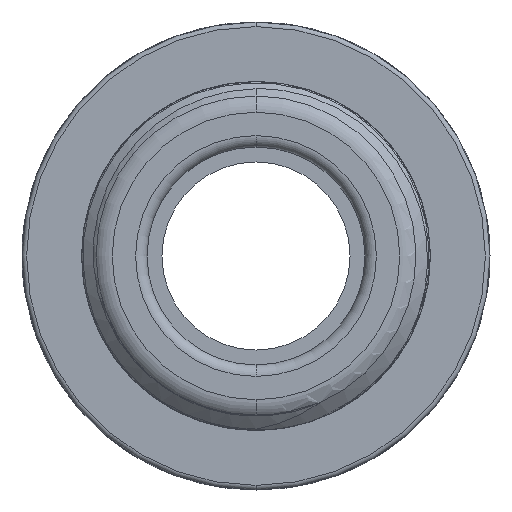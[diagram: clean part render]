
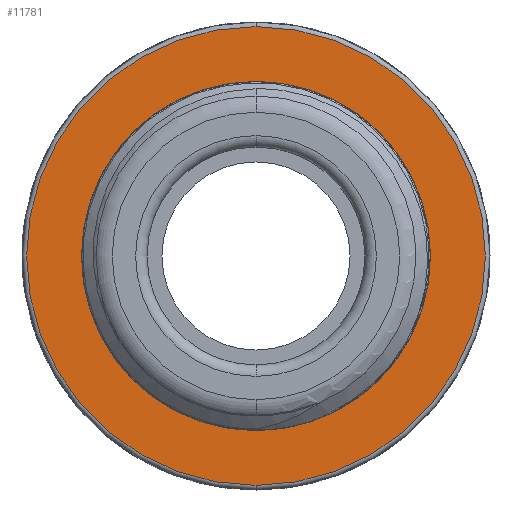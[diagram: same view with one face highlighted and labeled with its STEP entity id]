
A CAD part, front view. The second image highlights one B-rep face of the part: STEP entity #11781.
In plain terms, the highlighted planar face has unit normal (0, -1, 0).
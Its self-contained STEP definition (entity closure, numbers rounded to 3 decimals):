
#43 = EDGE_LOOP ( 'NONE', ( #16978, #4844, #11654, #10335, #6241, #12264 ) ) ;
#257 = VERTEX_POINT ( 'NONE', #4065 ) ;
#355 = B_SPLINE_CURVE_WITH_KNOTS ( 'NONE', 3,
 ( #4385, #12548, #11230, #16574, #8606, #13940, #6314, #15345 ),
 .UNSPECIFIED., .F., .F.,
 ( 4, 2, 2, 4 ),
 ( 0., 0.002, 0.003, 0.004 ),
 .UNSPECIFIED. ) ;
#600 = CARTESIAN_POINT ( 'NONE',  ( 0., -11.3, 0. ) ) ;
#607 = EDGE_CURVE ( 'NONE', #4169, #4084, #8435, .T. ) ;
#874 = VERTEX_POINT ( 'NONE', #3853 ) ;
#1356 = CARTESIAN_POINT ( 'NONE',  ( 0., -11.3, 0. ) ) ;
#2140 = CIRCLE ( 'NONE', #2961, 10. ) ;
#2210 = CARTESIAN_POINT ( 'NONE',  ( -5.506, -11.3, -5.16 ) ) ;
#2874 = EDGE_CURVE ( 'NONE', #9271, #15739, #2140, .T. ) ;
#2961 = AXIS2_PLACEMENT_3D ( 'NONE', #17054, #5048, #14588 ) ;
#2990 = CARTESIAN_POINT ( 'NONE',  ( 0., -11.3, -10. ) ) ;
#3228 = DIRECTION ( 'NONE',  ( 0., 0., 1. ) ) ;
#3306 = CIRCLE ( 'NONE', #15076, 7.6 ) ;
#3508 = CARTESIAN_POINT ( 'NONE',  ( 0., -11.3, -7.6 ) ) ;
#3742 = DIRECTION ( 'NONE',  ( 0., 0., -1. ) ) ;
#3853 = CARTESIAN_POINT ( 'NONE',  ( -4.366, -11.3, -6.221 ) ) ;
#3883 = EDGE_CURVE ( 'NONE', #874, #257, #12084, .T. ) ;
#4046 = CARTESIAN_POINT ( 'NONE',  ( 0., -11.3, 0. ) ) ;
#4065 = CARTESIAN_POINT ( 'NONE',  ( -5.506, -11.3, -5.16 ) ) ;
#4067 = CARTESIAN_POINT ( 'NONE',  ( 0., -11.3, 0. ) ) ;
#4084 = VERTEX_POINT ( 'NONE', #3508 ) ;
#4169 = VERTEX_POINT ( 'NONE', #6397 ) ;
#4385 = CARTESIAN_POINT ( 'NONE',  ( -2.29, -11.3, -7.247 ) ) ;
#4453 = DIRECTION ( 'NONE',  ( 0., 1., 0. ) ) ;
#4844 = ORIENTED_EDGE ( 'NONE', *, *, #10854, .F. ) ;
#4979 = EDGE_CURVE ( 'NONE', #15739, #9271, #5904, .T. ) ;
#5048 = DIRECTION ( 'NONE',  ( 0., -1., 0. ) ) ;
#5066 = DIRECTION ( 'NONE',  ( 0., -1., 0. ) ) ;
#5219 = CARTESIAN_POINT ( 'NONE',  ( -7.6, -11.3, 0. ) ) ;
#5810 = EDGE_LOOP ( 'NONE', ( #7820, #13843 ) ) ;
#5904 = CIRCLE ( 'NONE', #7864, 10. ) ;
#6241 = ORIENTED_EDGE ( 'NONE', *, *, #10069, .T. ) ;
#6314 = CARTESIAN_POINT ( 'NONE',  ( -5.292, -11.3, -5.405 ) ) ;
#6397 = CARTESIAN_POINT ( 'NONE',  ( -2.29, -11.3, -7.247 ) ) ;
#6610 = DIRECTION ( 'NONE',  ( 0., 0., -1. ) ) ;
#6727 = DIRECTION ( 'NONE',  ( 0., 0., 1. ) ) ;
#6833 = VERTEX_POINT ( 'NONE', #13091 ) ;
#6960 = CARTESIAN_POINT ( 'NONE',  ( 0., -11.3, 10. ) ) ;
#7669 = AXIS2_PLACEMENT_3D ( 'NONE', #1356, #5066, #3742 ) ;
#7820 = ORIENTED_EDGE ( 'NONE', *, *, #2874, .T. ) ;
#7847 = DIRECTION ( 'NONE',  ( 0., -1., 0. ) ) ;
#7864 = AXIS2_PLACEMENT_3D ( 'NONE', #8136, #11990, #6727 ) ;
#8136 = CARTESIAN_POINT ( 'NONE',  ( 0., -11.3, 0. ) ) ;
#8435 = CIRCLE ( 'NONE', #10663, 7.6 ) ;
#8606 = CARTESIAN_POINT ( 'NONE',  ( -4.571, -11.3, -6.054 ) ) ;
#8833 = EDGE_CURVE ( 'NONE', #4084, #6833, #3306, .T. ) ;
#9271 = VERTEX_POINT ( 'NONE', #6960 ) ;
#9428 = DIRECTION ( 'NONE',  ( 0., 0., -1. ) ) ;
#9573 = DIRECTION ( 'NONE',  ( 0., -1., 0. ) ) ;
#10069 = EDGE_CURVE ( 'NONE', #4169, #257, #355, .T. ) ;
#10278 = CARTESIAN_POINT ( 'NONE',  ( -4.782, -11.3, -5.906 ) ) ;
#10335 = ORIENTED_EDGE ( 'NONE', *, *, #607, .F. ) ;
#10520 = FACE_OUTER_BOUND ( 'NONE', #5810, .T. ) ;
#10663 = AXIS2_PLACEMENT_3D ( 'NONE', #4046, #9573, #14912 ) ;
#10745 = AXIS2_PLACEMENT_3D ( 'NONE', #600, #4453, #3228 ) ;
#10854 = EDGE_CURVE ( 'NONE', #6833, #14986, #12706, .T. ) ;
#11211 = PLANE ( 'NONE',  #10745 ) ;
#11230 = CARTESIAN_POINT ( 'NONE',  ( -3.503, -11.3, -6.771 ) ) ;
#11248 = CARTESIAN_POINT ( 'NONE',  ( -5.163, -11.3, -5.553 ) ) ;
#11654 = ORIENTED_EDGE ( 'NONE', *, *, #8833, .F. ) ;
#11781 = ADVANCED_FACE ( 'NONE', ( #10520, #16292 ), #11211, .F. ) ;
#11990 = DIRECTION ( 'NONE',  ( 0., -1., 0. ) ) ;
#12084 = B_SPLINE_CURVE_WITH_KNOTS ( 'NONE', 3,
 ( #14217, #10278, #11248, #2210 ),
 .UNSPECIFIED., .F., .F.,
 ( 4, 4 ),
 ( 0., 0.002 ),
 .UNSPECIFIED. ) ;
#12264 = ORIENTED_EDGE ( 'NONE', *, *, #3883, .F. ) ;
#12408 = CIRCLE ( 'NONE', #12422, 7.6 ) ;
#12422 = AXIS2_PLACEMENT_3D ( 'NONE', #4067, #15908, #9428 ) ;
#12548 = CARTESIAN_POINT ( 'NONE',  ( -2.91, -11.3, -7.051 ) ) ;
#12706 = CIRCLE ( 'NONE', #7669, 7.6 ) ;
#13091 = CARTESIAN_POINT ( 'NONE',  ( 0., -11.3, 7.6 ) ) ;
#13843 = ORIENTED_EDGE ( 'NONE', *, *, #4979, .T. ) ;
#13940 = CARTESIAN_POINT ( 'NONE',  ( -5.06, -11.3, -5.633 ) ) ;
#14217 = CARTESIAN_POINT ( 'NONE',  ( -4.366, -11.3, -6.221 ) ) ;
#14243 = CARTESIAN_POINT ( 'NONE',  ( 0., -11.3, 0. ) ) ;
#14588 = DIRECTION ( 'NONE',  ( 0., 0., 1. ) ) ;
#14912 = DIRECTION ( 'NONE',  ( 0., 0., -1. ) ) ;
#14949 = EDGE_CURVE ( 'NONE', #14986, #874, #12408, .T. ) ;
#14986 = VERTEX_POINT ( 'NONE', #5219 ) ;
#15076 = AXIS2_PLACEMENT_3D ( 'NONE', #14243, #7847, #6610 ) ;
#15345 = CARTESIAN_POINT ( 'NONE',  ( -5.506, -11.3, -5.16 ) ) ;
#15739 = VERTEX_POINT ( 'NONE', #2990 ) ;
#15908 = DIRECTION ( 'NONE',  ( 0., -1., 0. ) ) ;
#16292 = FACE_BOUND ( 'NONE', #43, .T. ) ;
#16574 = CARTESIAN_POINT ( 'NONE',  ( -4.313, -11.3, -6.246 ) ) ;
#16978 = ORIENTED_EDGE ( 'NONE', *, *, #14949, .F. ) ;
#17054 = CARTESIAN_POINT ( 'NONE',  ( 0., -11.3, 0. ) ) ;
